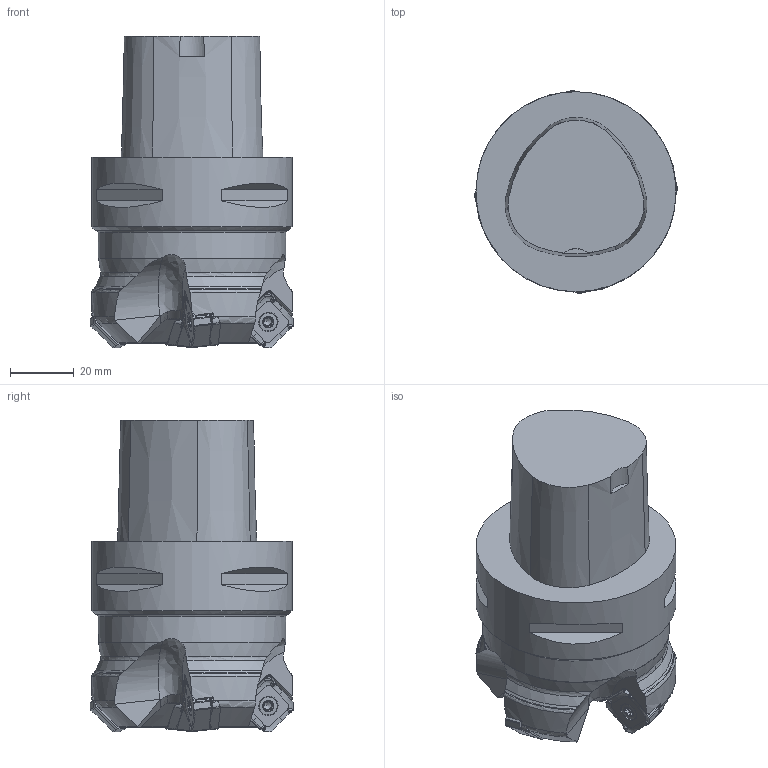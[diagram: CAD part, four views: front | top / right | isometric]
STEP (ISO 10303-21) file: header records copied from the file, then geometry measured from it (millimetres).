
FILE_DESCRIPTION(/* description */ (''),/* implementation_level */ '2;1');
FILE_NAME(/* name */ 'toolassembly_1.stp',/* time_stamp */ '2019-01-25T11:38:02+01:00',/* author */ (''),/* organization */ ('SMS'),/* preprocessor_version */ 'ST-DEVELOPER v15',/* originating_system */ 'SIEMENS PLM Software NX 8.5',/* authorisation */ '');
FILE_SCHEMA (('AUTOMOTIVE_DESIGN { 1 0 10303 214 3 1 1 1 }'));
Products named in the file (4): ASSEMBLY_CONSTRUCTION; CUT_20190125113708; NOCUT_20190125113654; TOOLASSEMBLY_1
Assembly tree (6 placements, depth 2):
  TOOLASSEMBLY_1
    NOCUT_20190125113654
    CUT_20190125113708  x4
    ASSEMBLY_CONSTRUCTION
Bounding box: 64.07 x 64.07 x 98 mm (x, y, z)
Volume: 197977.5 mm3; surface area: 25921.9 mm2
Topology: 5 solids, 5 shells, 2077 faces, 5181 edges, 3139 vertices
Faces by surface type: bspline 608, cylinder 567, plane 441, cone 179, torus 170, extrusion 80, sphere 32
Full cylindrical faces by diameter (mm): 3.5 x4, 4 x4, 4.8 x4, 5.7 x4, 59 x1, 63 x1
Entity records: 68127 total; most frequent: CARTESIAN_POINT 28228, ORIENTED_EDGE 8820, DIRECTION 7890, EDGE_CURVE 4410, AXIS2_PLACEMENT_3D 3276, VERTEX_POINT 2670, EDGE_LOOP 1874, ADVANCED_FACE 1810
